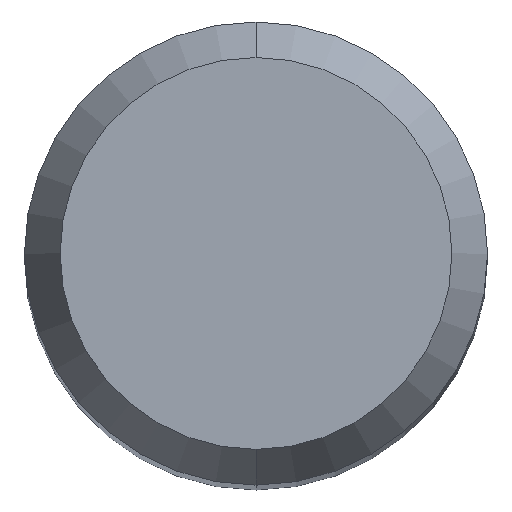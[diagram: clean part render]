
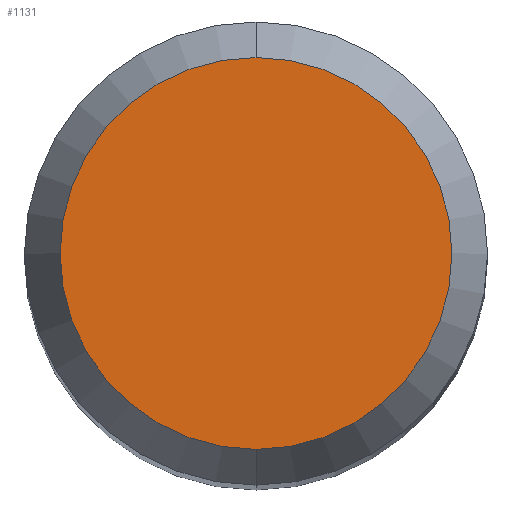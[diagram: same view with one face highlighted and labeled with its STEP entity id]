
A CAD part, top view. The second image highlights one B-rep face of the part: STEP entity #1131.
In plain terms, the highlighted planar face has unit normal (0, 0, 1).
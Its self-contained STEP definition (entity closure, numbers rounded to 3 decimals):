
#1131=ADVANCED_FACE('',(#2551),#2552,.T.);
#1693=VERTEX_POINT('',#3167);
#1779=VERTEX_POINT('',#3260);
#1915=EDGE_CURVE('',#1779,#1693,#3409,.T.);
#1979=EDGE_CURVE('',#1693,#1779,#3476,.T.);
#2551=FACE_OUTER_BOUND('',#7535,.T.);
#2552=PLANE('',#7536);
#3167=CARTESIAN_POINT('',(0.0,2.538,0.0));
#3260=CARTESIAN_POINT('',(0.,-2.538,0.0));
#3409=CIRCLE('',#17231,2.538);
#3476=CIRCLE('',#17704,2.538);
#7535=EDGE_LOOP('',(#19089,#19090));
#7536=AXIS2_PLACEMENT_3D('',#19091,#19092,#19093);
#17231=AXIS2_PLACEMENT_3D('',#19873,#19874,#19875);
#17704=AXIS2_PLACEMENT_3D('',#19901,#19902,#19903);
#19089=ORIENTED_EDGE('',*,*,#1979,.F.);
#19090=ORIENTED_EDGE('',*,*,#1915,.F.);
#19091=CARTESIAN_POINT('',(0.0,1.269,0.0));
#19092=DIRECTION('',(-0.0,0.0,1.0));
#19093=DIRECTION('',(0.0,-1.0,0.0));
#19873=CARTESIAN_POINT('',(0.0,0.0,0.0));
#19874=DIRECTION('',(0.0,0.0,-1.0));
#19875=DIRECTION('',(0.0,1.0,0.0));
#19901=CARTESIAN_POINT('',(0.0,0.0,0.0));
#19902=DIRECTION('',(0.0,0.0,-1.0));
#19903=DIRECTION('',(0.0,1.0,0.0));
